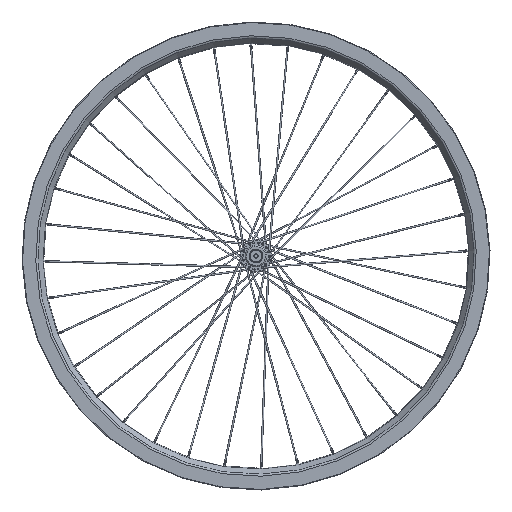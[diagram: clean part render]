
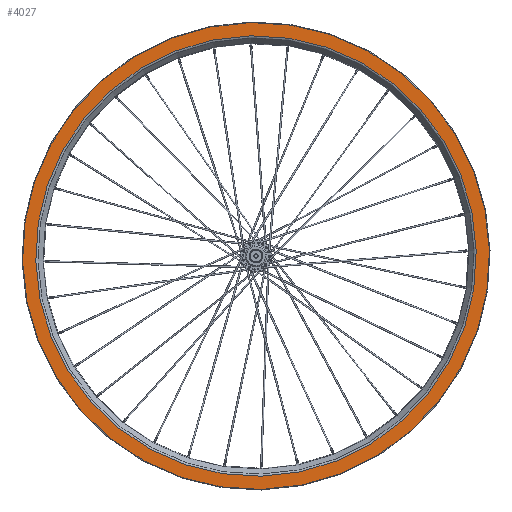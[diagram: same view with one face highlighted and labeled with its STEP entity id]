
A CAD part, left-side view. The second image highlights one B-rep face of the part: STEP entity #4027.
In plain terms, the highlighted face is planar.
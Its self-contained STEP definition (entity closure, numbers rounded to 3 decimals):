
#1104=FACE_BOUND('',#2020,.T.);
#1421=FACE_OUTER_BOUND('',#2019,.T.);
#2019=EDGE_LOOP('',(#3576));
#2020=EDGE_LOOP('',(#3577));
#2225=CIRCLE('',#4445,415.039);
#2226=CIRCLE('',#4447,440.039);
#2554=VERTEX_POINT('',#12592);
#2555=VERTEX_POINT('',#12595);
#2909=EDGE_CURVE('',#2554,#2554,#2225,.T.);
#2910=EDGE_CURVE('',#2555,#2555,#2226,.T.);
#3576=ORIENTED_EDGE('',*,*,#2910,.T.);
#3577=ORIENTED_EDGE('',*,*,#2909,.F.);
#3847=PLANE('',#4446);
#4027=ADVANCED_FACE('',(#1421,#1104),#3847,.T.);
#4445=AXIS2_PLACEMENT_3D('',#12593,#5237,#5238);
#4446=AXIS2_PLACEMENT_3D('',#12594,#5239,#5240);
#4447=AXIS2_PLACEMENT_3D('',#12596,#5241,#5242);
#5237=DIRECTION('center_axis',(1.,0.,0.));
#5238=DIRECTION('ref_axis',(0.,0.,-1.));
#5239=DIRECTION('center_axis',(1.,0.,0.));
#5240=DIRECTION('ref_axis',(0.,0.,-1.));
#5241=DIRECTION('center_axis',(1.,0.,0.));
#5242=DIRECTION('ref_axis',(0.,0.,-1.));
#12592=CARTESIAN_POINT('',(18.5,415.039,0.));
#12593=CARTESIAN_POINT('Origin',(18.5,0.,0.));
#12594=CARTESIAN_POINT('Origin',(18.5,415.039,0.));
#12595=CARTESIAN_POINT('',(18.5,440.039,0.));
#12596=CARTESIAN_POINT('Origin',(18.5,0.,
0.));
